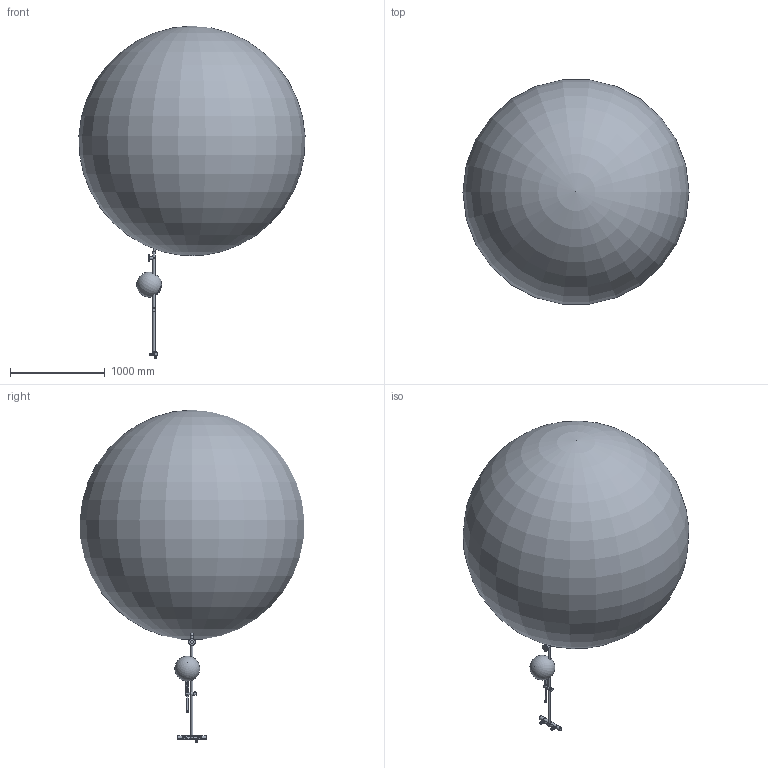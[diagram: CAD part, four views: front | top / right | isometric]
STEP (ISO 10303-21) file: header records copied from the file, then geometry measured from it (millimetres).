
FILE_DESCRIPTION(/* description */ ('Unknown'),/* implementation_level */ '2;1');
FILE_NAME(/* name */ '26372000',/* time_stamp */ '2022-09-08T03:37:24+02:00',/* author */ ('Unknown'),/* organization */ ('GROHE AG'),/* preprocessor_version */ 'ST-DEVELOPER v16.7',/* originating_system */ 'DEX',/* authorisation */ $);
FILE_SCHEMA (('AUTOMOTIVE_DESIGN {1 0 10303 214 3 1 1}'));
Length unit declared in the file: millimetre
Products named in the file (12): 26372000; 26372000_0; 26372000_1; id122; 071108_Family_HSH_FaceEco_E_Lob; 071205_Family_Ring_FitKneipp_Lob; 081107 GTM1000C Handles Update02; 601441-01-20; A4285913_DIY_THM_Griff_Body_090831; face1; rail_sur
Assembly tree (11 placements, depth 2):
  26372000
    26372000
    26372000_0
    26372000_1
    id122
    071108_Family_HSH_FaceEco_E_Lob
    071205_Family_Ring_FitKneipp_Lob
    081107 GTM1000C Handles Update02
    601441-01-20
    A4285913_DIY_THM_Griff_Body_090831
    face1
    rail_sur
Bounding box: 2380.08 x 2362.73 x 3495.17 mm (x, y, z)
Volume: 122554.1 mm3; surface area: 18515437.5 mm2
Topology: 6 solids, 35 shells, 223 faces, 914 edges, 706 vertices
Faces by surface type: bspline 82, plane 65, cylinder 51, cone 11, torus 10, sphere 4
Full cylindrical faces by diameter (mm): 14 x1, 15 x1, 16 x1, 18 x1, 20.96 x1, 21.8 x1, 22 x3, 23 x3, 25 x4, 26 x2, 27 x2, 31.3 x1, 33.4 x2, 36 x4, 38 x1, 40 x2, 71 x1, 101.6 x1
Entity records: 26814 total; most frequent: CARTESIAN_POINT 19941, ORIENTED_EDGE 1252, EDGE_CURVE 825, DIRECTION 744, VERTEX_POINT 685, B_SPLINE_CURVE_WITH_KNOTS 532, FACE_BOUND 304, EDGE_LOOP 302
